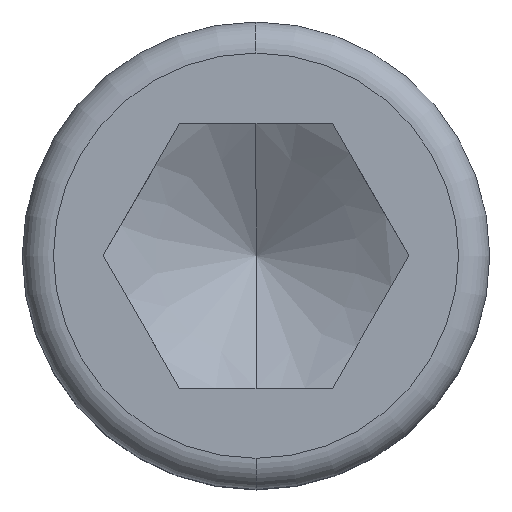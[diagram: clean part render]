
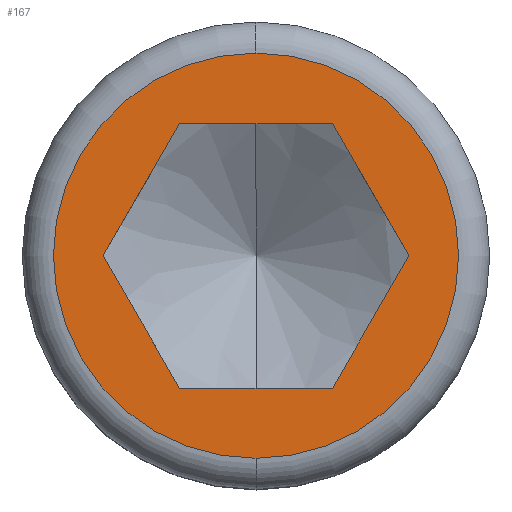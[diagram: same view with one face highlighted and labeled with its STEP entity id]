
A CAD part, top view. The second image highlights one B-rep face of the part: STEP entity #167.
In plain terms, the highlighted planar face has unit normal (0, 0, 1).
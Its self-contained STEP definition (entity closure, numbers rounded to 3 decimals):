
#167=ADVANCED_FACE('',(#399,#400),#401,.T.);
#181=VERTEX_POINT('',#418);
#187=VERTEX_POINT('',#424);
#197=EDGE_CURVE('',#229,#181,#434,.T.);
#199=EDGE_CURVE('',#301,#339,#436,.T.);
#225=EDGE_CURVE('',#289,#275,#467,.T.);
#229=VERTEX_POINT('',#471);
#249=EDGE_CURVE('',#339,#301,#491,.T.);
#273=EDGE_CURVE('',#275,#187,#518,.T.);
#275=VERTEX_POINT('',#520);
#285=EDGE_CURVE('',#323,#289,#531,.T.);
#289=VERTEX_POINT('',#535);
#301=VERTEX_POINT('',#549);
#313=EDGE_CURVE('',#181,#323,#564,.T.);
#323=VERTEX_POINT('',#575);
#335=EDGE_CURVE('',#187,#229,#587,.T.);
#339=VERTEX_POINT('',#591);
#399=FACE_BOUND('',#656,.T.);
#400=FACE_OUTER_BOUND('',#657,.T.);
#401=PLANE('',#658);
#418=CARTESIAN_POINT('',(4.908,-8.5,20.));
#424=CARTESIAN_POINT('',(4.907,8.5,20.));
#434=LINE('',#709,#710);
#436=CIRCLE('',#713,13.0);
#467=LINE('',#751,#752);
#471=CARTESIAN_POINT('',(9.815,0.,20.));
#491=CIRCLE('',#812,13.0);
#518=LINE('',#845,#846);
#520=CARTESIAN_POINT('',(-4.908,8.5,20.));
#531=LINE('',#864,#865);
#535=CARTESIAN_POINT('',(-9.815,0.0,20.));
#549=CARTESIAN_POINT('',(0.,-13.0,20.0));
#564=LINE('',#914,#915);
#575=CARTESIAN_POINT('',(-4.907,-8.5,20.));
#587=LINE('',#957,#958);
#591=CARTESIAN_POINT('',(0.,13.0,20.0));
#656=EDGE_LOOP('',(#1033,#1034,#1035,#1036,#1037,#1038));
#657=EDGE_LOOP('',(#1039,#1040));
#658=AXIS2_PLACEMENT_3D('',#1041,#1042,#1043);
#709=CARTESIAN_POINT('',(6.134,-6.375,20.));
#710=VECTOR('',#1079,1.0);
#713=AXIS2_PLACEMENT_3D('',#1080,#1081,#1082);
#751=CARTESIAN_POINT('',(-6.134,6.375,20.));
#752=VECTOR('',#1129,1.0);
#812=AXIS2_PLACEMENT_3D('',#1135,#1136,#1137);
#845=CARTESIAN_POINT('',(2.454,8.5,20.));
#846=VECTOR('',#1168,1.0);
#864=CARTESIAN_POINT('',(-8.588,-2.125,20.));
#865=VECTOR('',#1184,1.0);
#914=CARTESIAN_POINT('',(-2.454,-8.5,20.));
#915=VECTOR('',#1224,1.0);
#957=CARTESIAN_POINT('',(8.588,2.125,20.));
#958=VECTOR('',#1242,1.0);
#1033=ORIENTED_EDGE('',*,*,#285,.T.);
#1034=ORIENTED_EDGE('',*,*,#225,.T.);
#1035=ORIENTED_EDGE('',*,*,#273,.T.);
#1036=ORIENTED_EDGE('',*,*,#335,.T.);
#1037=ORIENTED_EDGE('',*,*,#197,.T.);
#1038=ORIENTED_EDGE('',*,*,#313,.T.);
#1039=ORIENTED_EDGE('',*,*,#199,.T.);
#1040=ORIENTED_EDGE('',*,*,#249,.T.);
#1041=CARTESIAN_POINT('',(0.,-12.408,20.0));
#1042=DIRECTION('',(0.0,0.0,1.0));
#1043=DIRECTION('',(0.,-1.0,0.0));
#1079=DIRECTION('',(-0.5,-0.866,0.0));
#1080=CARTESIAN_POINT('',(0.,0.,20.0));
#1081=DIRECTION('',(0.0,0.0,1.0));
#1082=DIRECTION('',(-1.0,0.0,0.0));
#1129=DIRECTION('',(0.5,0.866,0.0));
#1135=CARTESIAN_POINT('',(0.,0.,20.0));
#1136=DIRECTION('',(0.0,0.0,1.0));
#1137=DIRECTION('',(-1.0,0.0,0.0));
#1168=DIRECTION('',(1.0,0.0,0.0));
#1184=DIRECTION('',(-0.5,0.866,0.0));
#1224=DIRECTION('',(-1.0,0.0,0.0));
#1242=DIRECTION('',(0.5,-0.866,0.0));
